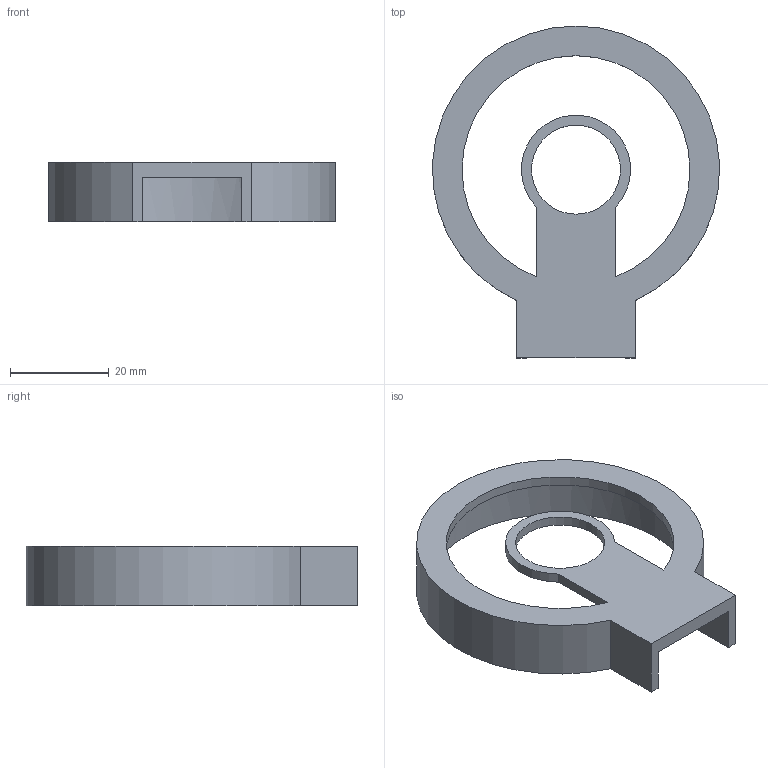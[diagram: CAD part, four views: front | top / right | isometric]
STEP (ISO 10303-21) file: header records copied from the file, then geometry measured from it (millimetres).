
FILE_DESCRIPTION(/* description */ (''),/* implementation_level */ '2;1');
FILE_NAME(/* name */ 'omega_driver_cap',/* time_stamp */ '2025-09-25T08:41:56+02:00',/* author */ (''),/* organization */ (''),/* preprocessor_version */ 'ST-DEVELOPER v19.2',/* originating_system */ 'Rhino 8.22',/* authorisation */ '');
FILE_SCHEMA (('CONFIG_CONTROL_DESIGN'));
Length unit declared in the file: millimetre
Products named in the file (1): Document
Bounding box: 58.04 x 67.11 x 12 mm (x, y, z)
Volume: 6911.4 mm3; surface area: 7659.8 mm2
Topology: 1 solids, 1 shells, 16 faces, 42 edges, 28 vertices
Faces by surface type: plane 11, cylinder 5
Full cylindrical faces by diameter (mm): 18 x1, 54.093 x1
Entity records: 569 total; most frequent: CARTESIAN_POINT 144, ORIENTED_EDGE 84, EDGE_CURVE 42, DIRECTION 40, B_SPLINE_CURVE_WITH_KNOTS 28, VERTEX_POINT 28, AXIS2_PLACEMENT_3D 28, EDGE_LOOP 20
